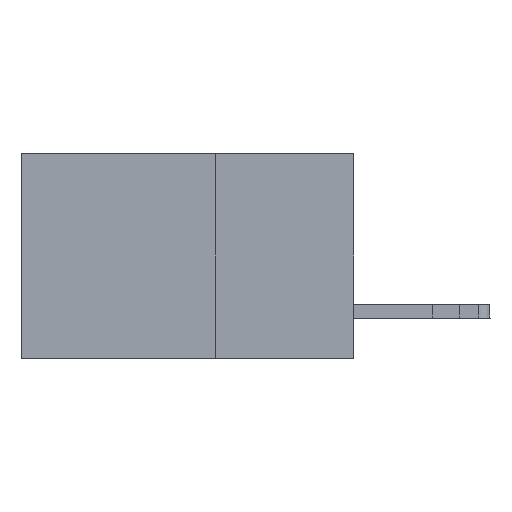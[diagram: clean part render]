
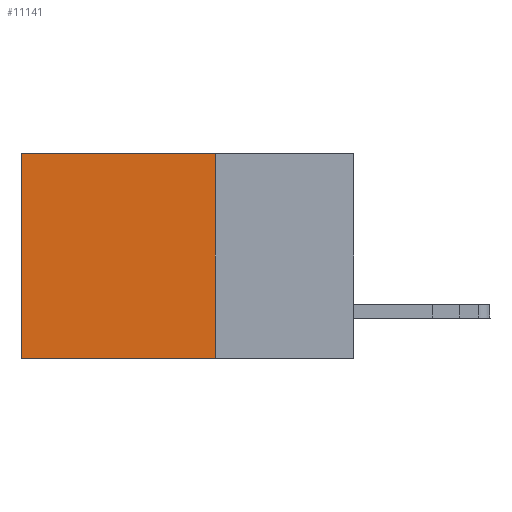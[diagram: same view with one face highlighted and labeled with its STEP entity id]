
A CAD part, left-side view. The second image highlights one B-rep face of the part: STEP entity #11141.
In plain terms, the highlighted planar face has unit normal (-1, 0, 0).
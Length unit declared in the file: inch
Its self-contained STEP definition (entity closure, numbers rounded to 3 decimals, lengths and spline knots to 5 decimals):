
#724 = VERTEX_POINT ( 'NONE', #5582 ) ;
#868 = ORIENTED_EDGE ( 'NONE', *, *, #11718, .F. ) ;
#981 = EDGE_CURVE ( 'NONE', #25570, #6289, #5044, .T. ) ;
#1147 = LINE ( 'NONE', #3129, #8438 ) ;
#2324 = EDGE_CURVE ( 'NONE', #6289, #724, #1147, .T. ) ;
#2406 = VECTOR ( 'NONE', #4232, 39.37008 ) ;
#3129 = CARTESIAN_POINT ( 'NONE',  ( 0.2875, 0.6, 0. ) ) ;
#3217 = ORIENTED_EDGE ( 'NONE', *, *, #2324, .T. ) ;
#3508 = DIRECTION ( 'NONE',  ( 0., 0., -1. ) ) ;
#4184 = FACE_OUTER_BOUND ( 'NONE', #4725, .T. ) ;
#4232 = DIRECTION ( 'NONE',  ( 0., 0., -1. ) ) ;
#4725 = EDGE_LOOP ( 'NONE', ( #3217, #868, #20652, #20012 ) ) ;
#5044 = LINE ( 'NONE', #14885, #9629 ) ;
#5582 = CARTESIAN_POINT ( 'NONE',  ( 0.2875, 0.6, -0.37 ) ) ;
#5797 = CARTESIAN_POINT ( 'NONE',  ( 0.2875, 0.25, 0. ) ) ;
#6264 = DIRECTION ( 'NONE',  ( 1., 0., 0. ) ) ;
#6289 = VERTEX_POINT ( 'NONE', #11497 ) ;
#6866 = CARTESIAN_POINT ( 'NONE',  ( 0.2875, 0.25, -0.37 ) ) ;
#7257 = EDGE_CURVE ( 'NONE', #25570, #15699, #9980, .T. ) ;
#7532 = LINE ( 'NONE', #23543, #7806 ) ;
#7806 = VECTOR ( 'NONE', #15809, 39.37008 ) ;
#8243 = PLANE ( 'NONE',  #8325 ) ;
#8325 = AXIS2_PLACEMENT_3D ( 'NONE', #24255, #6264, #12287 ) ;
#8438 = VECTOR ( 'NONE', #3508, 39.37008 ) ;
#9629 = VECTOR ( 'NONE', #22901, 39.37008 ) ;
#9980 = LINE ( 'NONE', #5797, #2406 ) ;
#10260 = CARTESIAN_POINT ( 'NONE',  ( 0.2875, 0.25, 0. ) ) ;
#11141 = ADVANCED_FACE ( 'NONE', ( #4184 ), #8243, .F. ) ;
#11497 = CARTESIAN_POINT ( 'NONE',  ( 0.2875, 0.6, 0. ) ) ;
#11718 = EDGE_CURVE ( 'NONE', #15699, #724, #7532, .T. ) ;
#12287 = DIRECTION ( 'NONE',  ( 0., 0., -1. ) ) ;
#14885 = CARTESIAN_POINT ( 'NONE',  ( 0.2875, 0.25, 0. ) ) ;
#15699 = VERTEX_POINT ( 'NONE', #6866 ) ;
#15809 = DIRECTION ( 'NONE',  ( 0., 1., 0. ) ) ;
#20012 = ORIENTED_EDGE ( 'NONE', *, *, #981, .T. ) ;
#20652 = ORIENTED_EDGE ( 'NONE', *, *, #7257, .F. ) ;
#22901 = DIRECTION ( 'NONE',  ( 0., 1., 0. ) ) ;
#23543 = CARTESIAN_POINT ( 'NONE',  ( 0.2875, 0.25, -0.37 ) ) ;
#24255 = CARTESIAN_POINT ( 'NONE',  ( 0.2875, 0.25, 0. ) ) ;
#25570 = VERTEX_POINT ( 'NONE', #10260 ) ;
